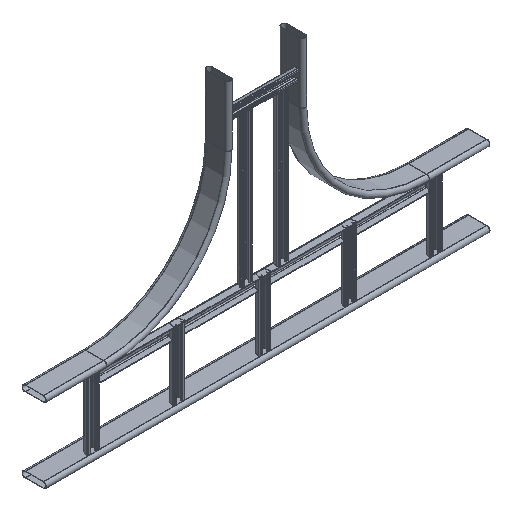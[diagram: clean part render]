
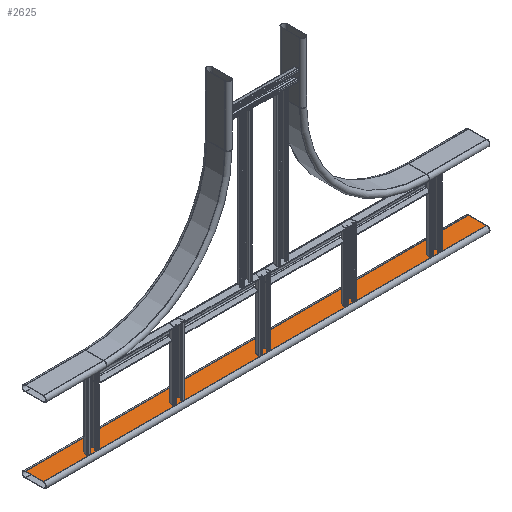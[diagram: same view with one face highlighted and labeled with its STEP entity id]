
A CAD part, isometric view. The second image highlights one B-rep face of the part: STEP entity #2625.
In plain terms, the highlighted planar face has unit normal (0, 0, 1).
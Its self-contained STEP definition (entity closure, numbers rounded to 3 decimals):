
#451 = CARTESIAN_POINT ( 'NONE',  ( -550., 22.5, 7.5 ) ) ;
#501 = CARTESIAN_POINT ( 'NONE',  ( -550., -22.5, 7.5 ) ) ;
#615 = VECTOR ( 'NONE', #26194, 1000. ) ;
#2625 = ADVANCED_FACE ( 'NONE', ( #7354 ), #10634, .F. ) ;
#4134 = VERTEX_POINT ( 'NONE', #501 ) ;
#4332 = CARTESIAN_POINT ( 'NONE',  ( 550., 22.5, 7.5 ) ) ;
#5133 = ORIENTED_EDGE ( 'NONE', *, *, #21718, .F. ) ;
#6299 = CARTESIAN_POINT ( 'NONE',  ( -550., -22.5, 7.5 ) ) ;
#6440 = CARTESIAN_POINT ( 'NONE',  ( -550., 22.5, 7.5 ) ) ;
#7354 = FACE_OUTER_BOUND ( 'NONE', #18963, .T. ) ;
#7884 = ORIENTED_EDGE ( 'NONE', *, *, #21591, .T. ) ;
#8266 = CARTESIAN_POINT ( 'NONE',  ( -550., -22.5, 7.5 ) ) ;
#8311 = VECTOR ( 'NONE', #26703, 1000. ) ;
#10634 = PLANE ( 'NONE',  #10923 ) ;
#10923 = AXIS2_PLACEMENT_3D ( 'NONE', #6299, #25669, #12790 ) ;
#11082 = VERTEX_POINT ( 'NONE', #6440 ) ;
#12722 = ORIENTED_EDGE ( 'NONE', *, *, #16679, .T. ) ;
#12790 = DIRECTION ( 'NONE',  ( -1., 0., 0. ) ) ;
#13997 = LINE ( 'NONE', #24539, #8311 ) ;
#16679 = EDGE_CURVE ( 'NONE', #21354, #26100, #13997, .T. ) ;
#18576 = DIRECTION ( 'NONE',  ( 1., 0., 0. ) ) ;
#18963 = EDGE_LOOP ( 'NONE', ( #12722, #21082, #5133, #7884 ) ) ;
#19058 = DIRECTION ( 'NONE',  ( 0., 1., 0. ) ) ;
#21045 = VECTOR ( 'NONE', #19058, 1000. ) ;
#21082 = ORIENTED_EDGE ( 'NONE', *, *, #25126, .F. ) ;
#21354 = VERTEX_POINT ( 'NONE', #21711 ) ;
#21591 = EDGE_CURVE ( 'NONE', #4134, #21354, #24034, .T. ) ;
#21711 = CARTESIAN_POINT ( 'NONE',  ( 550., -22.5, 7.5 ) ) ;
#21718 = EDGE_CURVE ( 'NONE', #4134, #11082, #26087, .T. ) ;
#23391 = VECTOR ( 'NONE', #18576, 1000. ) ;
#24034 = LINE ( 'NONE', #27163, #23391 ) ;
#24539 = CARTESIAN_POINT ( 'NONE',  ( 550., -22.5, 7.5 ) ) ;
#25126 = EDGE_CURVE ( 'NONE', #11082, #26100, #27885, .T. ) ;
#25669 = DIRECTION ( 'NONE',  ( 0., 0., -1. ) ) ;
#26087 = LINE ( 'NONE', #8266, #21045 ) ;
#26100 = VERTEX_POINT ( 'NONE', #4332 ) ;
#26194 = DIRECTION ( 'NONE',  ( 1., 0., 0. ) ) ;
#26703 = DIRECTION ( 'NONE',  ( 0., 1., 0. ) ) ;
#27163 = CARTESIAN_POINT ( 'NONE',  ( -550., -22.5, 7.5 ) ) ;
#27885 = LINE ( 'NONE', #451, #615 ) ;
